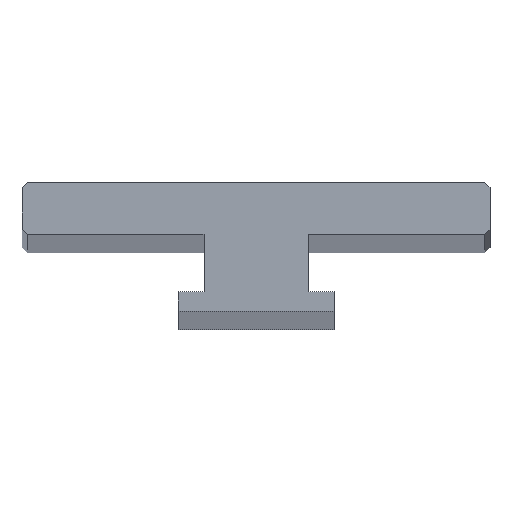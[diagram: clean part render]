
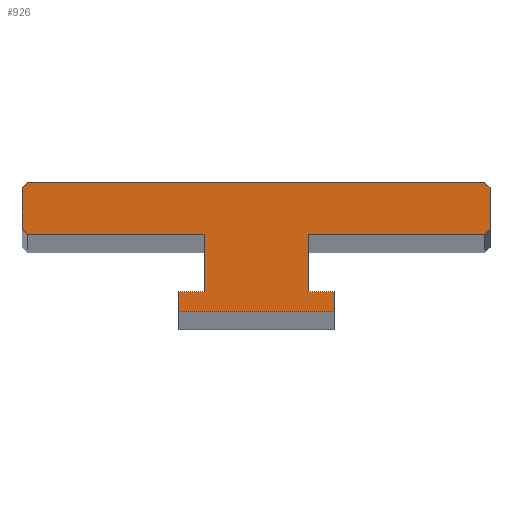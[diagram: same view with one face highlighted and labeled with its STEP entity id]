
A CAD part, top view. The second image highlights one B-rep face of the part: STEP entity #926.
In plain terms, the highlighted planar face has unit normal (0, 0, 1).
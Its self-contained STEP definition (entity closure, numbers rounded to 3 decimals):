
#511=DIRECTION('',(-0.707,-0.707,0.));
#512=VECTOR('',#511,0.707);
#513=CARTESIAN_POINT('',(-22.,2.5,500.));
#514=LINE('',#513,#512);
#518=DIRECTION('',(-1.,0.,0.));
#519=VECTOR('',#518,44.);
#520=CARTESIAN_POINT('',(22.,2.5,500.));
#521=LINE('',#520,#519);
#525=DIRECTION('',(-0.707,0.707,0.));
#526=VECTOR('',#525,0.707);
#527=CARTESIAN_POINT('',(22.5,2.,500.));
#528=LINE('',#527,#526);
#532=DIRECTION('',(0.,1.,0.));
#533=VECTOR('',#532,4.);
#534=CARTESIAN_POINT('',(22.5,-2.,500.));
#535=LINE('',#534,#533);
#539=DIRECTION('',(0.707,0.707,0.));
#540=VECTOR('',#539,0.707);
#541=CARTESIAN_POINT('',(22.,-2.5,500.));
#542=LINE('',#541,#540);
#546=DIRECTION('',(1.,0.,0.));
#547=VECTOR('',#546,17.);
#548=CARTESIAN_POINT('',(5.,-2.5,500.));
#549=LINE('',#548,#547);
#553=DIRECTION('',(0.,1.,0.));
#554=VECTOR('',#553,5.5);
#555=CARTESIAN_POINT('',(5.,-8.,500.));
#556=LINE('',#555,#554);
#560=DIRECTION('',(-1.,0.,0.));
#561=VECTOR('',#560,2.5);
#562=CARTESIAN_POINT('',(7.5,-8.,500.));
#563=LINE('',#562,#561);
#567=DIRECTION('',(0.,1.,0.));
#568=VECTOR('',#567,1.9);
#569=CARTESIAN_POINT('',(7.5,-9.9,500.));
#570=LINE('',#569,#568);
#574=DIRECTION('',(1.,0.,0.));
#575=VECTOR('',#574,15.);
#576=CARTESIAN_POINT('',(-7.5,-9.9,500.));
#577=LINE('',#576,#575);
#581=DIRECTION('',(0.,-1.,0.));
#582=VECTOR('',#581,1.9);
#583=CARTESIAN_POINT('',(-7.5,-8.,500.));
#584=LINE('',#583,#582);
#588=DIRECTION('',(-1.,0.,0.));
#589=VECTOR('',#588,2.5);
#590=CARTESIAN_POINT('',(-5.,-8.,500.));
#591=LINE('',#590,#589);
#595=DIRECTION('',(0.,-1.,0.));
#596=VECTOR('',#595,5.5);
#597=CARTESIAN_POINT('',(-5.,-2.5,500.));
#598=LINE('',#597,#596);
#602=DIRECTION('',(1.,0.,0.));
#603=VECTOR('',#602,17.);
#604=CARTESIAN_POINT('',(-22.,-2.5,500.));
#605=LINE('',#604,#603);
#609=DIRECTION('',(0.707,-0.707,0.));
#610=VECTOR('',#609,0.707);
#611=CARTESIAN_POINT('',(-22.5,-2.,500.));
#612=LINE('',#611,#610);
#616=DIRECTION('',(0.,-1.,0.));
#617=VECTOR('',#616,4.);
#618=CARTESIAN_POINT('',(-22.5,2.,500.));
#619=LINE('',#618,#617);
#665=CARTESIAN_POINT('',(-5.,-8.,500.));
#666=CARTESIAN_POINT('',(-7.5,-8.,500.));
#667=VERTEX_POINT('',#665);
#668=VERTEX_POINT('',#666);
#669=CARTESIAN_POINT('',(-7.5,-9.9,500.));
#670=VERTEX_POINT('',#669);
#671=CARTESIAN_POINT('',(7.5,-9.9,500.));
#672=VERTEX_POINT('',#671);
#673=CARTESIAN_POINT('',(7.5,-8.,500.));
#674=VERTEX_POINT('',#673);
#675=CARTESIAN_POINT('',(5.,-8.,500.));
#676=VERTEX_POINT('',#675);
#690=CARTESIAN_POINT('',(-5.,-2.5,500.));
#692=VERTEX_POINT('',#690);
#694=CARTESIAN_POINT('',(5.,-2.5,500.));
#696=VERTEX_POINT('',#694);
#701=CARTESIAN_POINT('',(-22.,2.5,500.));
#702=VERTEX_POINT('',#701);
#703=CARTESIAN_POINT('',(-22.5,2.,500.));
#704=VERTEX_POINT('',#703);
#709=CARTESIAN_POINT('',(22.5,2.,500.));
#710=VERTEX_POINT('',#709);
#711=CARTESIAN_POINT('',(22.,2.5,500.));
#712=VERTEX_POINT('',#711);
#717=CARTESIAN_POINT('',(-22.5,-2.,500.));
#718=VERTEX_POINT('',#717);
#719=CARTESIAN_POINT('',(22.5,-2.,500.));
#720=VERTEX_POINT('',#719);
#723=CARTESIAN_POINT('',(-22.,-2.5,500.));
#724=VERTEX_POINT('',#723);
#727=CARTESIAN_POINT('',(22.,-2.5,500.));
#728=VERTEX_POINT('',#727);
#896=CARTESIAN_POINT('',(0.,0.,500.));
#897=DIRECTION('',(0.,0.,1.));
#898=DIRECTION('',(1.,0.,0.));
#899=AXIS2_PLACEMENT_3D('',#896,#897,#898);
#900=PLANE('',#899);
#901=ORIENTED_EDGE('',*,*,#777,.F.);
#902=ORIENTED_EDGE('',*,*,#793,.F.);
#903=ORIENTED_EDGE('',*,*,#806,.F.);
#904=ORIENTED_EDGE('',*,*,#821,.F.);
#905=ORIENTED_EDGE('',*,*,#834,.F.);
#906=ORIENTED_EDGE('',*,*,#864,.F.);
#908=ORIENTED_EDGE('',*,*,#907,.F.);
#910=ORIENTED_EDGE('',*,*,#909,.F.);
#912=ORIENTED_EDGE('',*,*,#911,.F.);
#914=ORIENTED_EDGE('',*,*,#913,.F.);
#916=ORIENTED_EDGE('',*,*,#915,.F.);
#918=ORIENTED_EDGE('',*,*,#917,.F.);
#920=ORIENTED_EDGE('',*,*,#919,.F.);
#921=ORIENTED_EDGE('',*,*,#847,.F.);
#922=ORIENTED_EDGE('',*,*,#877,.F.);
#923=ORIENTED_EDGE('',*,*,#889,.F.);
#924=EDGE_LOOP('',(#901,#902,#903,#904,#905,#906,#908,#910,#912,#914,#916,#918,
#920,#921,#922,#923));
#925=FACE_OUTER_BOUND('',#924,.F.);
#777=EDGE_CURVE('',#702,#704,#514,.T.);
#793=EDGE_CURVE('',#712,#702,#521,.T.);
#806=EDGE_CURVE('',#710,#712,#528,.T.);
#821=EDGE_CURVE('',#720,#710,#535,.T.);
#834=EDGE_CURVE('',#728,#720,#542,.T.);
#847=EDGE_CURVE('',#724,#692,#605,.T.);
#864=EDGE_CURVE('',#696,#728,#549,.T.);
#877=EDGE_CURVE('',#718,#724,#612,.T.);
#889=EDGE_CURVE('',#704,#718,#619,.T.);
#907=EDGE_CURVE('',#676,#696,#556,.T.);
#909=EDGE_CURVE('',#674,#676,#563,.T.);
#911=EDGE_CURVE('',#672,#674,#570,.T.);
#913=EDGE_CURVE('',#670,#672,#577,.T.);
#915=EDGE_CURVE('',#668,#670,#584,.T.);
#917=EDGE_CURVE('',#667,#668,#591,.T.);
#919=EDGE_CURVE('',#692,#667,#598,.T.);
#926=ADVANCED_FACE('',(#925),#900,.T.);
